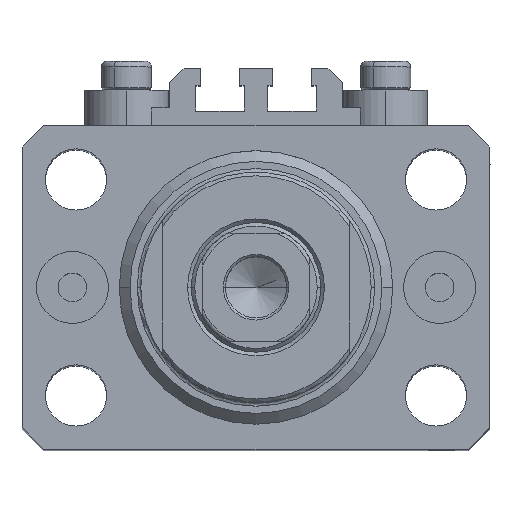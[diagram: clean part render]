
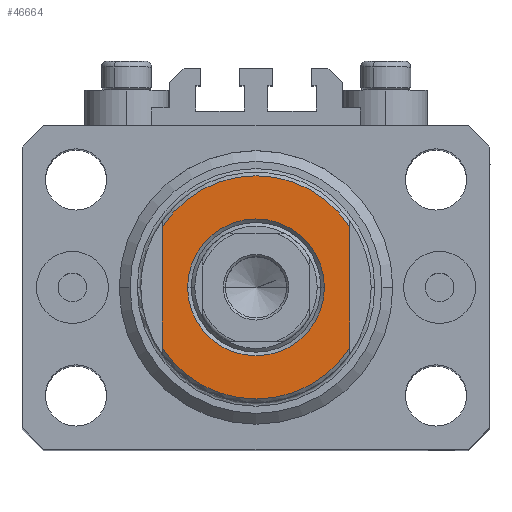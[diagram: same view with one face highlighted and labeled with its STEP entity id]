
A CAD part, top view. The second image highlights one B-rep face of the part: STEP entity #46664.
In plain terms, the highlighted face is planar.
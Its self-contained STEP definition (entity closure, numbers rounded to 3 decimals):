
#726 = DIRECTION ( 'NONE',  ( 0., -1., 0. ) ) ;
#1100 = VERTEX_POINT ( 'NONE', #29085 ) ;
#1534 = AXIS2_PLACEMENT_3D ( 'NONE', #43127, #10407, #6837 ) ;
#3586 = EDGE_CURVE ( 'NONE', #10954, #29375, #21123, .T. ) ;
#4530 = LINE ( 'NONE', #37239, #29800 ) ;
#4757 = FACE_OUTER_BOUND ( 'NONE', #31189, .T. ) ;
#6248 = DIRECTION ( 'NONE',  ( 0., 0., 1. ) ) ;
#6837 = DIRECTION ( 'NONE',  ( -1., 0., 0. ) ) ;
#7858 = ORIENTED_EDGE ( 'NONE', *, *, #37895, .T. ) ;
#9580 = VECTOR ( 'NONE', #35678, 1000. ) ;
#9710 = EDGE_CURVE ( 'NONE', #1100, #14980, #15260, .T. ) ;
#9766 = DIRECTION ( 'NONE',  ( 0., 0., -1. ) ) ;
#9817 = CARTESIAN_POINT ( 'NONE',  ( 0., 0., -6.5 ) ) ;
#10407 = DIRECTION ( 'NONE',  ( 0., 0., 1. ) ) ;
#10954 = VERTEX_POINT ( 'NONE', #36699 ) ;
#11134 = CARTESIAN_POINT ( 'NONE',  ( -13., -8.441, -6.5 ) ) ;
#12936 = AXIS2_PLACEMENT_3D ( 'NONE', #9817, #6248, #24383 ) ;
#13691 = DIRECTION ( 'NONE',  ( -1., 0., 0. ) ) ;
#14980 = VERTEX_POINT ( 'NONE', #37223 ) ;
#15260 = CIRCLE ( 'NONE', #1534, 9.5 ) ;
#16536 = ORIENTED_EDGE ( 'NONE', *, *, #16884, .T. ) ;
#16557 = AXIS2_PLACEMENT_3D ( 'NONE', #46298, #9766, #28405 ) ;
#16758 = CIRCLE ( 'NONE', #12936, 9.5 ) ;
#16884 = EDGE_CURVE ( 'NONE', #10954, #27141, #35960, .T. ) ;
#19509 = CARTESIAN_POINT ( 'NONE',  ( 13., 8.441, -6.5 ) ) ;
#19548 = DIRECTION ( 'NONE',  ( -1., 0., 0. ) ) ;
#21108 = CARTESIAN_POINT ( 'NONE',  ( 0., 0., -6.5 ) ) ;
#21123 = LINE ( 'NONE', #43078, #9580 ) ;
#23717 = AXIS2_PLACEMENT_3D ( 'NONE', #37698, #30521, #19548 ) ;
#24383 = DIRECTION ( 'NONE',  ( -1., 0., 0. ) ) ;
#26014 = PLANE ( 'NONE',  #23717 ) ;
#26247 = FACE_BOUND ( 'NONE', #34280, .T. ) ;
#27141 = VERTEX_POINT ( 'NONE', #19509 ) ;
#28259 = ORIENTED_EDGE ( 'NONE', *, *, #42830, .T. ) ;
#28405 = DIRECTION ( 'NONE',  ( -1., 0., 0. ) ) ;
#29085 = CARTESIAN_POINT ( 'NONE',  ( -9.5, 0., -6.5 ) ) ;
#29375 = VERTEX_POINT ( 'NONE', #11134 ) ;
#29800 = VECTOR ( 'NONE', #726, 1000. ) ;
#30307 = CIRCLE ( 'NONE', #16557, 15.5 ) ;
#30521 = DIRECTION ( 'NONE',  ( 0., 0., -1. ) ) ;
#31189 = EDGE_LOOP ( 'NONE', ( #16536, #38999, #7858, #38344 ) ) ;
#34280 = EDGE_LOOP ( 'NONE', ( #35482, #28259 ) ) ;
#35482 = ORIENTED_EDGE ( 'NONE', *, *, #9710, .T. ) ;
#35678 = DIRECTION ( 'NONE',  ( 0., -1., 0. ) ) ;
#35960 = CIRCLE ( 'NONE', #43554, 15.5 ) ;
#36699 = CARTESIAN_POINT ( 'NONE',  ( -13., 8.441, -6.5 ) ) ;
#37223 = CARTESIAN_POINT ( 'NONE',  ( 9.5, 0., -6.5 ) ) ;
#37239 = CARTESIAN_POINT ( 'NONE',  ( 13., -43.081, -6.5 ) ) ;
#37698 = CARTESIAN_POINT ( 'NONE',  ( 0., 0., -6.5 ) ) ;
#37895 = EDGE_CURVE ( 'NONE', #41029, #29375, #30307, .T. ) ;
#38344 = ORIENTED_EDGE ( 'NONE', *, *, #3586, .F. ) ;
#38999 = ORIENTED_EDGE ( 'NONE', *, *, #45405, .T. ) ;
#41029 = VERTEX_POINT ( 'NONE', #41280 ) ;
#41280 = CARTESIAN_POINT ( 'NONE',  ( 13., -8.441, -6.5 ) ) ;
#42830 = EDGE_CURVE ( 'NONE', #14980, #1100, #16758, .T. ) ;
#43078 = CARTESIAN_POINT ( 'NONE',  ( -13., -43.081, -6.5 ) ) ;
#43127 = CARTESIAN_POINT ( 'NONE',  ( 0., 0., -6.5 ) ) ;
#43554 = AXIS2_PLACEMENT_3D ( 'NONE', #21108, #46404, #13691 ) ;
#45405 = EDGE_CURVE ( 'NONE', #27141, #41029, #4530, .T. ) ;
#46298 = CARTESIAN_POINT ( 'NONE',  ( 0., 0., -6.5 ) ) ;
#46404 = DIRECTION ( 'NONE',  ( 0., 0., -1. ) ) ;
#46664 = ADVANCED_FACE ( 'NONE', ( #26247, #4757 ), #26014, .T. ) ;
